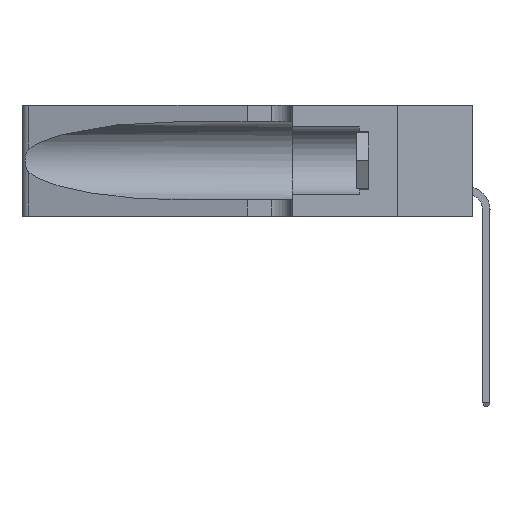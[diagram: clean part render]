
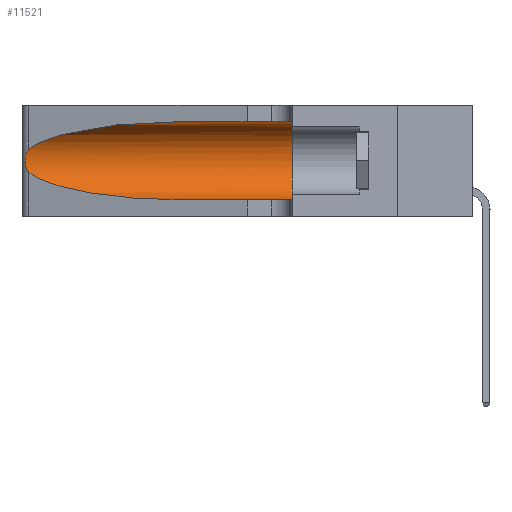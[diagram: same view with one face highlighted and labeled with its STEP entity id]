
A CAD part, left-side view. The second image highlights one B-rep face of the part: STEP entity #11521.
In plain terms, the highlighted cylindrical face has radius 3.308 mm (diameter 6.617 mm), a partial arc.
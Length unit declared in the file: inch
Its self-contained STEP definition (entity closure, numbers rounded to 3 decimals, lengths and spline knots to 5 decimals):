
#1024 = ORIENTED_EDGE ( 'NONE', *, *, #19264, .F. ) ;
#2935 = VECTOR ( 'NONE', #11619, 39.37008 ) ;
#3091 = CARTESIAN_POINT ( 'NONE',  ( 0.25487, 1.22718, 0.22369 ) ) ;
#4373 = EDGE_CURVE ( 'NONE', #16492, #29884, #13514, .T. ) ;
#5141 = DIRECTION ( 'NONE',  ( 0., 0., -1. ) ) ;
#5670 = CARTESIAN_POINT ( 'NONE',  ( 0.2373, 1.15595, 0.08982 ) ) ;
#5854 = CARTESIAN_POINT ( 'NONE',  ( 0.2373, 1.15595, 0.28018 ) ) ;
#6306 = CARTESIAN_POINT ( 'NONE',  ( 0.1305, 0.72297, 0.31525 ) ) ;
#6844 = CARTESIAN_POINT ( 'NONE',  ( 0.25555, 1.22994, 0.2215 ) ) ;
#6947 = CARTESIAN_POINT ( 'NONE',  ( 0.25639, 1.23184, 0.21858 ) ) ;
#7061 = CARTESIAN_POINT ( 'NONE',  ( 0.25487, 1.22718, 0.22369 ) ) ;
#7544 = CARTESIAN_POINT ( 'NONE',  ( 0.1305, 0.35, 0.05475 ) ) ;
#7594 = EDGE_LOOP ( 'NONE', ( #12865, #27266, #12112, #15863, #1024, #9617 ) ) ;
#8597 = DIRECTION ( 'NONE',  ( 0., 0., 1. ) ) ;
#8643 = LINE ( 'NONE', #24295, #27531 ) ;
#9472 = CARTESIAN_POINT ( 'NONE',  ( 0.25787, 1.23484, 0.2124 ) ) ;
#9570 = CARTESIAN_POINT ( 'NONE',  ( 0.26075, 1.23896, 0.178 ) ) ;
#9617 = ORIENTED_EDGE ( 'NONE', *, *, #20723, .F. ) ;
#10772 = CARTESIAN_POINT ( 'NONE',  ( 0.25487, 1.22718, 0.14631 ) ) ;
#10917 = EDGE_CURVE ( 'NONE', #29884, #17213, #29129, .T. ) ;
#11312 = EDGE_CURVE ( 'NONE', #17213, #27692, #8643, .T. ) ;
#11521 = ADVANCED_FACE ( 'NONE', ( #31374 ), #25197, .F. ) ;
#11619 = DIRECTION ( 'NONE',  ( 0., -1., 0. ) ) ;
#12112 = ORIENTED_EDGE ( 'NONE', *, *, #10917, .T. ) ;
#12842 = CARTESIAN_POINT ( 'NONE',  ( 0.25555, 1.22993, 0.14849 ) ) ;
#12865 = ORIENTED_EDGE ( 'NONE', *, *, #14343, .T. ) ;
#13138 = CARTESIAN_POINT ( 'NONE',  ( 0.1305, 0.72297, 0.31525 ) ) ;
#13514 = B_SPLINE_CURVE_WITH_KNOTS ( 'NONE', 3,
 ( #7061, #6844, #6947, #9472, #26702, #14442, #24315, #9570, #28507, #24053, #13872, #22002, #12842, #10772 ),
 .UNSPECIFIED., .F., .F.,
 ( 4, 2, 2, 2, 2, 2, 4 ),
 ( 0., 0.00027, 0.00053, 0.00107, 0.0016, 0.00187, 0.00214 ),
 .UNSPECIFIED. ) ;
#13872 = CARTESIAN_POINT ( 'NONE',  ( 0.25789, 1.23486, 0.15765 ) ) ;
#14214 = CARTESIAN_POINT ( 'NONE',  ( 0.1305, 1.61858, 0.185 ) ) ;
#14235 = LINE ( 'NONE', #21416, #2935 ) ;
#14334 = CIRCLE ( 'NONE', #28436, 0.13025 ) ;
#14343 = EDGE_CURVE ( 'NONE', #20660, #16492, #17263, .T. ) ;
#14442 = CARTESIAN_POINT ( 'NONE',  ( 0.26018, 1.23835, 0.19895 ) ) ;
#15863 = ORIENTED_EDGE ( 'NONE', *, *, #11312, .T. ) ;
#16064 = CARTESIAN_POINT ( 'NONE',  ( 0.1305, 0.35, 0.185 ) ) ;
#16492 = VERTEX_POINT ( 'NONE', #3091 ) ;
#17096 = DIRECTION ( 'NONE',  ( 0., -1., 0. ) ) ;
#17213 = VERTEX_POINT ( 'NONE', #19696 ) ;
#17263 =( BOUNDED_CURVE ( )  B_SPLINE_CURVE ( 3, ( #13138, #17973, #5854, #25620 ),
 .UNSPECIFIED., .F., .F. ) 
 B_SPLINE_CURVE_WITH_KNOTS ( ( 4, 4 ),
 ( 1.5708, 2.84003 ),
 .UNSPECIFIED. ) 
 CURVE ( )  GEOMETRIC_REPRESENTATION_ITEM ( )  RATIONAL_B_SPLINE_CURVE ( ( 1., 0.87, 0.87, 1. ) ) 
 REPRESENTATION_ITEM ( '' )  );
#17973 = CARTESIAN_POINT ( 'NONE',  ( 0.18966, 0.96281, 0.31525 ) ) ;
#18327 = CARTESIAN_POINT ( 'NONE',  ( 0.25487, 1.22718, 0.14631 ) ) ;
#18417 = DIRECTION ( 'NONE',  ( 0., 1., 0. ) ) ;
#19264 = EDGE_CURVE ( 'NONE', #30676, #27692, #14334, .T. ) ;
#19696 = CARTESIAN_POINT ( 'NONE',  ( 0.1305, 0.72297, 0.05475 ) ) ;
#20660 = VERTEX_POINT ( 'NONE', #6306 ) ;
#20723 = EDGE_CURVE ( 'NONE', #20660, #30676, #14235, .T. ) ;
#21416 = CARTESIAN_POINT ( 'NONE',  ( 0.1305, 1.61858, 0.31525 ) ) ;
#22002 = CARTESIAN_POINT ( 'NONE',  ( 0.25639, 1.23186, 0.15144 ) ) ;
#23267 = CARTESIAN_POINT ( 'NONE',  ( 0.1305, 0.72297, 0.05475 ) ) ;
#24053 = CARTESIAN_POINT ( 'NONE',  ( 0.25856, 1.23593, 0.16098 ) ) ;
#24181 = DIRECTION ( 'NONE',  ( 0., -1., 0. ) ) ;
#24295 = CARTESIAN_POINT ( 'NONE',  ( 0.1305, 1.61858, 0.05475 ) ) ;
#24306 = CARTESIAN_POINT ( 'NONE',  ( 0.1305, 0.35, 0.31525 ) ) ;
#24315 = CARTESIAN_POINT ( 'NONE',  ( 0.26075, 1.23896, 0.19203 ) ) ;
#25197 = CYLINDRICAL_SURFACE ( 'NONE', #31152, 0.13025 ) ;
#25620 = CARTESIAN_POINT ( 'NONE',  ( 0.25487, 1.22718, 0.22369 ) ) ;
#26702 = CARTESIAN_POINT ( 'NONE',  ( 0.25854, 1.2359, 0.20912 ) ) ;
#27266 = ORIENTED_EDGE ( 'NONE', *, *, #4373, .T. ) ;
#27531 = VECTOR ( 'NONE', #17096, 39.37008 ) ;
#27624 = CARTESIAN_POINT ( 'NONE',  ( 0.25487, 1.22718, 0.14631 ) ) ;
#27692 = VERTEX_POINT ( 'NONE', #7544 ) ;
#27932 = CARTESIAN_POINT ( 'NONE',  ( 0.18966, 0.96281, 0.05475 ) ) ;
#28436 = AXIS2_PLACEMENT_3D ( 'NONE', #16064, #18417, #8597 ) ;
#28507 = CARTESIAN_POINT ( 'NONE',  ( 0.26017, 1.23833, 0.17102 ) ) ;
#29129 =( BOUNDED_CURVE ( )  B_SPLINE_CURVE ( 3, ( #18327, #5670, #27932, #23267 ),
 .UNSPECIFIED., .F., .T. ) 
 B_SPLINE_CURVE_WITH_KNOTS ( ( 4, 4 ),
 ( 3.44316, 4.71239 ),
 .UNSPECIFIED. ) 
 CURVE ( )  GEOMETRIC_REPRESENTATION_ITEM ( )  RATIONAL_B_SPLINE_CURVE ( ( 1., 0.87, 0.87, 1. ) ) 
 REPRESENTATION_ITEM ( '' )  );
#29884 = VERTEX_POINT ( 'NONE', #27624 ) ;
#30676 = VERTEX_POINT ( 'NONE', #24306 ) ;
#31152 = AXIS2_PLACEMENT_3D ( 'NONE', #14214, #24181, #5141 ) ;
#31374 = FACE_OUTER_BOUND ( 'NONE', #7594, .T. ) ;
